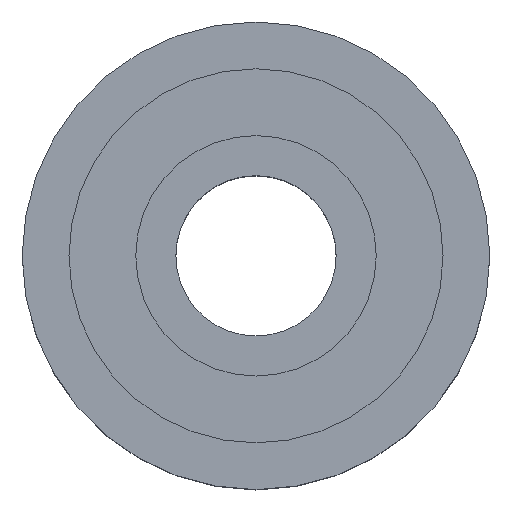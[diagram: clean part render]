
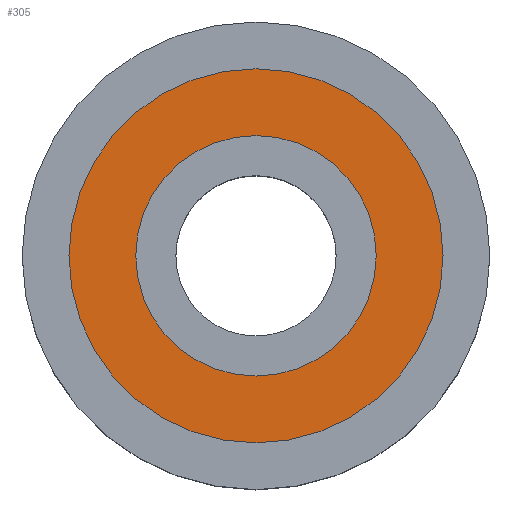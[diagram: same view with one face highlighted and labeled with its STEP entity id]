
A CAD part, top view. The second image highlights one B-rep face of the part: STEP entity #305.
In plain terms, the highlighted planar face has unit normal (0, 0, 1).
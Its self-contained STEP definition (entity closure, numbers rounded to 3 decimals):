
#29=FACE_BOUND('',#93,.T.);
#39=PLANE('',#377);
#61=FACE_OUTER_BOUND('',#92,.T.);
#92=EDGE_LOOP('',(#271));
#93=EDGE_LOOP('',(#272));
#137=CIRCLE('',#371,14.);
#139=CIRCLE('',#374,9.);
#161=VERTEX_POINT('',#555);
#163=VERTEX_POINT('',#561);
#195=EDGE_CURVE('',#161,#161,#137,.T.);
#198=EDGE_CURVE('',#163,#163,#139,.T.);
#271=ORIENTED_EDGE('',*,*,#195,.T.);
#272=ORIENTED_EDGE('',*,*,#198,.T.);
#305=ADVANCED_FACE('',(#61,#29),#39,.T.);
#371=AXIS2_PLACEMENT_3D('',#556,#469,#470);
#374=AXIS2_PLACEMENT_3D('',#562,#476,#477);
#377=AXIS2_PLACEMENT_3D('',#567,#483,#484);
#469=DIRECTION('center_axis',(0.,0.,1.));
#470=DIRECTION('ref_axis',(1.,0.,0.));
#476=DIRECTION('center_axis',(0.,0.,-1.));
#477=DIRECTION('ref_axis',(1.,0.,0.));
#483=DIRECTION('center_axis',(0.,0.,1.));
#484=DIRECTION('ref_axis',(1.,0.,0.));
#555=CARTESIAN_POINT('',(-14.,0.,-0.2));
#556=CARTESIAN_POINT('Origin',(0.,0.,-0.2));
#561=CARTESIAN_POINT('',(-9.,0.,-0.2));
#562=CARTESIAN_POINT('Origin',(0.,0.,-0.2));
#567=CARTESIAN_POINT('Origin',(-16.8,-16.8,-0.2));
